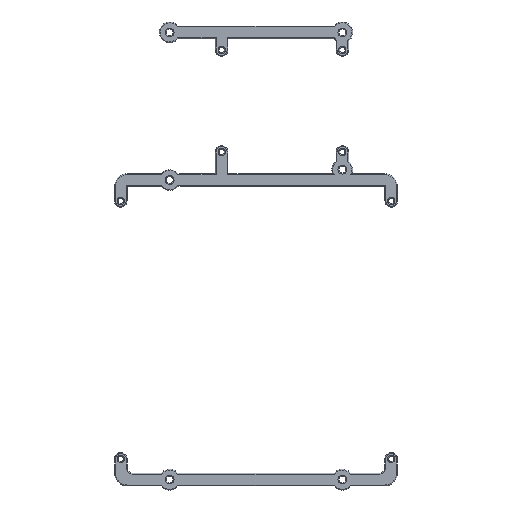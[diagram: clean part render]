
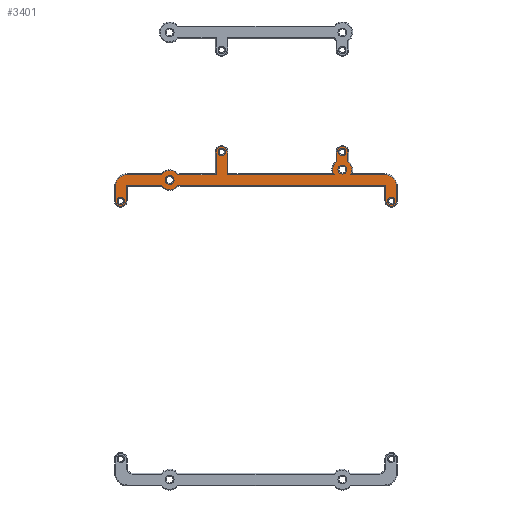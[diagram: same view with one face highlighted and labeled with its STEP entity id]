
A CAD part, top view. The second image highlights one B-rep face of the part: STEP entity #3401.
In plain terms, the highlighted planar face has unit normal (0, 0, 1).
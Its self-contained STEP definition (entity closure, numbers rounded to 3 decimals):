
#108=FACE_BOUND('',#530,.T.);
#109=FACE_BOUND('',#531,.T.);
#110=FACE_BOUND('',#532,.T.);
#111=FACE_BOUND('',#533,.T.);
#112=FACE_BOUND('',#534,.T.);
#113=FACE_BOUND('',#535,.T.);
#169=PLANE('',#3697);
#307=FACE_OUTER_BOUND('',#529,.T.);
#529=EDGE_LOOP('',(#2587,#2588,#2589,#2590,#2591,#2592,#2593,#2594,#2595,
#2596,#2597,#2598,#2599,#2600,#2601,#2602,#2603,#2604,#2605,#2606,#2607,
#2608,#2609,#2610));
#530=EDGE_LOOP('',(#2611));
#531=EDGE_LOOP('',(#2612));
#532=EDGE_LOOP('',(#2613));
#533=EDGE_LOOP('',(#2614));
#534=EDGE_LOOP('',(#2615));
#535=EDGE_LOOP('',(#2616));
#765=LINE('',#5300,#1055);
#770=LINE('',#5316,#1060);
#772=LINE('',#5320,#1062);
#775=LINE('',#5339,#1065);
#777=LINE('',#5355,#1067);
#781=LINE('',#5364,#1071);
#783=LINE('',#5370,#1073);
#784=LINE('',#5373,#1074);
#786=LINE('',#5390,#1076);
#787=LINE('',#5393,#1077);
#791=LINE('',#5402,#1081);
#794=LINE('',#5417,#1084);
#797=LINE('',#5426,#1087);
#800=LINE('',#5438,#1090);
#1055=VECTOR('',#4217,10.);
#1060=VECTOR('',#4224,10.);
#1062=VECTOR('',#4228,10.);
#1065=VECTOR('',#4239,10.);
#1067=VECTOR('',#4247,10.);
#1071=VECTOR('',#4257,10.);
#1073=VECTOR('',#4265,10.);
#1074=VECTOR('',#4268,10.);
#1076=VECTOR('',#4280,10.);
#1077=VECTOR('',#4283,10.);
#1081=VECTOR('',#4289,10.);
#1084=VECTOR('',#4300,10.);
#1087=VECTOR('',#4311,10.);
#1090=VECTOR('',#4328,10.);
#1318=CIRCLE('',#3657,4.6);
#1320=CIRCLE('',#3661,4.6);
#1321=CIRCLE('',#3664,2.6);
#1322=CIRCLE('',#3667,5.6);
#1323=CIRCLE('',#3671,4.6);
#1324=CIRCLE('',#3673,2.6);
#1326=CIRCLE('',#3679,5.6);
#1327=CIRCLE('',#3682,2.6);
#1330=CIRCLE('',#3687,4.6);
#1331=CIRCLE('',#3689,2.6);
#1333=CIRCLE('',#3698,1.75);
#1334=CIRCLE('',#3699,1.75);
#1335=CIRCLE('',#3700,2.1);
#1336=CIRCLE('',#3701,2.1);
#1337=CIRCLE('',#3702,1.75);
#1338=CIRCLE('',#3703,1.75);
#1524=VERTEX_POINT('',#5298);
#1525=VERTEX_POINT('',#5299);
#1530=VERTEX_POINT('',#5313);
#1531=VERTEX_POINT('',#5315);
#1532=VERTEX_POINT('',#5319);
#1534=VERTEX_POINT('',#5328);
#1535=VERTEX_POINT('',#5336);
#1536=VERTEX_POINT('',#5338);
#1537=VERTEX_POINT('',#5345);
#1538=VERTEX_POINT('',#5352);
#1539=VERTEX_POINT('',#5354);
#1540=VERTEX_POINT('',#5358);
#1541=VERTEX_POINT('',#5362);
#1542=VERTEX_POINT('',#5366);
#1543=VERTEX_POINT('',#5372);
#1544=VERTEX_POINT('',#5379);
#1545=VERTEX_POINT('',#5386);
#1546=VERTEX_POINT('',#5392);
#1549=VERTEX_POINT('',#5399);
#1550=VERTEX_POINT('',#5401);
#1552=VERTEX_POINT('',#5410);
#1554=VERTEX_POINT('',#5415);
#1556=VERTEX_POINT('',#5421);
#1558=VERTEX_POINT('',#5433);
#1559=VERTEX_POINT('',#5451);
#1560=VERTEX_POINT('',#5453);
#1561=VERTEX_POINT('',#5455);
#1562=VERTEX_POINT('',#5457);
#1563=VERTEX_POINT('',#5459);
#1564=VERTEX_POINT('',#5461);
#1866=EDGE_CURVE('',#1524,#1525,#765,.T.);
#1872=EDGE_CURVE('',#1530,#1531,#770,.T.);
#1874=EDGE_CURVE('',#1531,#1532,#772,.T.);
#1877=EDGE_CURVE('',#1532,#1534,#1318,.T.);
#1881=EDGE_CURVE('',#1535,#1536,#775,.T.);
#1883=EDGE_CURVE('',#1536,#1537,#1320,.T.);
#1886=EDGE_CURVE('',#1538,#1539,#777,.T.);
#1889=EDGE_CURVE('',#1540,#1538,#1321,.T.);
#1891=EDGE_CURVE('',#1541,#1540,#781,.T.);
#1893=EDGE_CURVE('',#1542,#1541,#1322,.T.);
#1894=EDGE_CURVE('',#1537,#1542,#783,.T.);
#1895=EDGE_CURVE('',#1539,#1543,#784,.T.);
#1897=EDGE_CURVE('',#1543,#1544,#1323,.T.);
#1900=EDGE_CURVE('',#1545,#1535,#1324,.T.);
#1901=EDGE_CURVE('',#1534,#1545,#786,.T.);
#1902=EDGE_CURVE('',#1544,#1546,#787,.T.);
#1906=EDGE_CURVE('',#1549,#1550,#791,.T.);
#1910=EDGE_CURVE('',#1552,#1549,#1326,.T.);
#1912=EDGE_CURVE('',#1554,#1552,#794,.T.);
#1915=EDGE_CURVE('',#1556,#1554,#1327,.T.);
#1917=EDGE_CURVE('',#1546,#1556,#797,.T.);
#1920=EDGE_CURVE('',#1550,#1524,#1330,.T.);
#1922=EDGE_CURVE('',#1558,#1530,#1331,.T.);
#1924=EDGE_CURVE('',#1525,#1558,#800,.T.);
#1931=EDGE_CURVE('',#1559,#1559,#1333,.T.);
#1932=EDGE_CURVE('',#1560,#1560,#1334,.T.);
#1933=EDGE_CURVE('',#1561,#1561,#1335,.T.);
#1934=EDGE_CURVE('',#1562,#1562,#1336,.T.);
#1935=EDGE_CURVE('',#1563,#1563,#1337,.T.);
#1936=EDGE_CURVE('',#1564,#1564,#1338,.T.);
#2587=ORIENTED_EDGE('',*,*,#1906,.F.);
#2588=ORIENTED_EDGE('',*,*,#1910,.F.);
#2589=ORIENTED_EDGE('',*,*,#1912,.F.);
#2590=ORIENTED_EDGE('',*,*,#1915,.F.);
#2591=ORIENTED_EDGE('',*,*,#1917,.F.);
#2592=ORIENTED_EDGE('',*,*,#1902,.F.);
#2593=ORIENTED_EDGE('',*,*,#1897,.F.);
#2594=ORIENTED_EDGE('',*,*,#1895,.F.);
#2595=ORIENTED_EDGE('',*,*,#1886,.F.);
#2596=ORIENTED_EDGE('',*,*,#1889,.F.);
#2597=ORIENTED_EDGE('',*,*,#1891,.F.);
#2598=ORIENTED_EDGE('',*,*,#1893,.F.);
#2599=ORIENTED_EDGE('',*,*,#1894,.F.);
#2600=ORIENTED_EDGE('',*,*,#1883,.F.);
#2601=ORIENTED_EDGE('',*,*,#1881,.F.);
#2602=ORIENTED_EDGE('',*,*,#1900,.F.);
#2603=ORIENTED_EDGE('',*,*,#1901,.F.);
#2604=ORIENTED_EDGE('',*,*,#1877,.F.);
#2605=ORIENTED_EDGE('',*,*,#1874,.F.);
#2606=ORIENTED_EDGE('',*,*,#1872,.F.);
#2607=ORIENTED_EDGE('',*,*,#1922,.F.);
#2608=ORIENTED_EDGE('',*,*,#1924,.F.);
#2609=ORIENTED_EDGE('',*,*,#1866,.F.);
#2610=ORIENTED_EDGE('',*,*,#1920,.F.);
#2611=ORIENTED_EDGE('',*,*,#1931,.F.);
#2612=ORIENTED_EDGE('',*,*,#1932,.F.);
#2613=ORIENTED_EDGE('',*,*,#1933,.F.);
#2614=ORIENTED_EDGE('',*,*,#1934,.F.);
#2615=ORIENTED_EDGE('',*,*,#1935,.F.);
#2616=ORIENTED_EDGE('',*,*,#1936,.F.);
#3401=ADVANCED_FACE('',(#307,#108,#109,#110,#111,#112,#113),#169,.T.);
#3657=AXIS2_PLACEMENT_3D('',#5329,#4232,#4233);
#3661=AXIS2_PLACEMENT_3D('',#5346,#4242,#4243);
#3664=AXIS2_PLACEMENT_3D('',#5360,#4252,#4253);
#3667=AXIS2_PLACEMENT_3D('',#5368,#4261,#4262);
#3671=AXIS2_PLACEMENT_3D('',#5380,#4271,#4272);
#3673=AXIS2_PLACEMENT_3D('',#5388,#4276,#4277);
#3679=AXIS2_PLACEMENT_3D('',#5412,#4295,#4296);
#3682=AXIS2_PLACEMENT_3D('',#5423,#4305,#4306);
#3687=AXIS2_PLACEMENT_3D('',#5430,#4317,#4318);
#3689=AXIS2_PLACEMENT_3D('',#5435,#4322,#4323);
#3697=AXIS2_PLACEMENT_3D('',#5450,#4345,#4346);
#3698=AXIS2_PLACEMENT_3D('',#5452,#4347,#4348);
#3699=AXIS2_PLACEMENT_3D('',#5454,#4349,#4350);
#3700=AXIS2_PLACEMENT_3D('',#5456,#4351,#4352);
#3701=AXIS2_PLACEMENT_3D('',#5458,#4353,#4354);
#3702=AXIS2_PLACEMENT_3D('',#5460,#4355,#4356);
#3703=AXIS2_PLACEMENT_3D('',#5462,#4357,#4358);
#4217=DIRECTION('',(1.,0.,0.));
#4224=DIRECTION('',(0.,-1.,0.));
#4228=DIRECTION('',(1.,0.,0.));
#4232=DIRECTION('center_axis',(0.,0.,-1.));
#4233=DIRECTION('ref_axis',(-1.,0.,0.));
#4239=DIRECTION('',(0.,-1.,0.));
#4242=DIRECTION('center_axis',(0.,0.,-1.));
#4243=DIRECTION('ref_axis',(1.,0.,0.));
#4247=DIRECTION('',(0.,1.,0.));
#4252=DIRECTION('center_axis',(0.,0.,-1.));
#4253=DIRECTION('ref_axis',(1.,0.,0.));
#4257=DIRECTION('',(0.,-1.,0.));
#4261=DIRECTION('center_axis',(0.,0.,-1.));
#4262=DIRECTION('ref_axis',(0.707,0.707,0.));
#4265=DIRECTION('',(1.,0.,0.));
#4268=DIRECTION('',(-1.,0.,0.));
#4271=DIRECTION('center_axis',(0.,0.,-1.));
#4272=DIRECTION('ref_axis',(1.,0.,0.));
#4276=DIRECTION('center_axis',(0.,0.,-1.));
#4277=DIRECTION('ref_axis',(1.,0.,0.));
#4280=DIRECTION('',(0.,1.,0.));
#4283=DIRECTION('',(-1.,0.,0.));
#4289=DIRECTION('',(1.,0.,0.));
#4295=DIRECTION('center_axis',(0.,0.,-1.));
#4296=DIRECTION('ref_axis',(-0.707,0.707,0.));
#4300=DIRECTION('',(0.,1.,0.));
#4305=DIRECTION('center_axis',(0.,0.,-1.));
#4306=DIRECTION('ref_axis',(1.,0.,0.));
#4311=DIRECTION('',(0.,-1.,0.));
#4317=DIRECTION('center_axis',(0.,0.,-1.));
#4318=DIRECTION('ref_axis',(1.,0.,0.));
#4322=DIRECTION('center_axis',(0.,0.,-1.));
#4323=DIRECTION('ref_axis',(1.,0.,0.));
#4328=DIRECTION('',(0.,1.,0.));
#4345=DIRECTION('center_axis',(0.,0.,1.));
#4346=DIRECTION('ref_axis',(1.,0.,0.));
#4347=DIRECTION('center_axis',(0.,0.,1.));
#4348=DIRECTION('ref_axis',(-1.,0.,0.));
#4349=DIRECTION('center_axis',(0.,0.,1.));
#4350=DIRECTION('ref_axis',(-1.,0.,0.));
#4351=DIRECTION('center_axis',(0.,0.,1.));
#4352=DIRECTION('ref_axis',(-1.,0.,0.));
#4353=DIRECTION('center_axis',(0.,0.,1.));
#4354=DIRECTION('ref_axis',(-1.,0.,0.));
#4355=DIRECTION('center_axis',(0.,0.,1.));
#4356=DIRECTION('ref_axis',(-1.,0.,0.));
#4357=DIRECTION('center_axis',(0.,0.,1.));
#4358=DIRECTION('ref_axis',(-1.,0.,0.));
#5298=CARTESIAN_POINT('',(-37.705,41.6,5.));
#5299=CARTESIAN_POINT('',(-19.1,41.6,5.));
#5300=CARTESIAN_POINT('',(-35.875,41.6,5.));
#5313=CARTESIAN_POINT('',(-13.9,52.5,5.));
#5315=CARTESIAN_POINT('',(-13.9,41.6,5.));
#5316=CARTESIAN_POINT('',(-13.9,38.5,5.));
#5319=CARTESIAN_POINT('',(37.576,41.6,5.));
#5320=CARTESIAN_POINT('',(-7.666,41.6,5.));
#5328=CARTESIAN_POINT('',(38.9,47.795,5.));
#5329=CARTESIAN_POINT('Origin',(41.5,44.,5.));
#5336=CARTESIAN_POINT('',(44.1,52.5,5.));
#5338=CARTESIAN_POINT('',(44.1,47.795,5.));
#5339=CARTESIAN_POINT('',(44.1,41.5,5.));
#5345=CARTESIAN_POINT('',(45.424,41.6,5.));
#5346=CARTESIAN_POINT('Origin',(41.5,44.,5.));
#5352=CARTESIAN_POINT('',(62.4,29.,5.));
#5354=CARTESIAN_POINT('',(62.4,36.4,5.));
#5355=CARTESIAN_POINT('',(62.4,35.5,5.));
#5358=CARTESIAN_POINT('',(67.6,29.,5.));
#5360=CARTESIAN_POINT('Origin',(65.,29.,5.));
#5362=CARTESIAN_POINT('',(67.6,36.,5.));
#5364=CARTESIAN_POINT('',(67.6,32.,5.));
#5366=CARTESIAN_POINT('',(62.,41.6,5.));
#5368=CARTESIAN_POINT('Origin',(62.,36.,5.));
#5370=CARTESIAN_POINT('',(7.875,41.6,5.));
#5372=CARTESIAN_POINT('',(-37.705,36.4,5.));
#5373=CARTESIAN_POINT('',(-44.875,36.4,5.));
#5379=CARTESIAN_POINT('',(-45.295,36.4,5.));
#5380=CARTESIAN_POINT('Origin',(-41.5,39.,5.));
#5386=CARTESIAN_POINT('',(38.9,52.5,5.));
#5388=CARTESIAN_POINT('Origin',(41.5,52.5,5.));
#5390=CARTESIAN_POINT('',(38.9,43.75,5.));
#5392=CARTESIAN_POINT('',(-62.4,36.4,5.));
#5393=CARTESIAN_POINT('',(-57.125,36.4,5.));
#5399=CARTESIAN_POINT('',(-62.,41.6,5.));
#5401=CARTESIAN_POINT('',(-45.295,41.6,5.));
#5402=CARTESIAN_POINT('',(-48.875,41.6,5.));
#5410=CARTESIAN_POINT('',(-67.6,36.,5.));
#5412=CARTESIAN_POINT('Origin',(-62.,36.,5.));
#5415=CARTESIAN_POINT('',(-67.6,29.,5.));
#5417=CARTESIAN_POINT('',(-67.6,38.5,5.));
#5421=CARTESIAN_POINT('',(-62.4,29.,5.));
#5423=CARTESIAN_POINT('Origin',(-65.,29.,5.));
#5426=CARTESIAN_POINT('',(-62.4,32.,5.));
#5430=CARTESIAN_POINT('Origin',(-41.5,39.,5.));
#5433=CARTESIAN_POINT('',(-19.1,52.5,5.));
#5435=CARTESIAN_POINT('Origin',(-16.5,52.5,5.));
#5438=CARTESIAN_POINT('',(-19.1,43.75,5.));
#5450=CARTESIAN_POINT('Origin',(-52.25,35.,5.));
#5451=CARTESIAN_POINT('',(66.75,29.,5.));
#5452=CARTESIAN_POINT('Origin',(65.,29.,5.));
#5453=CARTESIAN_POINT('',(-63.25,29.,5.));
#5454=CARTESIAN_POINT('Origin',(-65.,29.,5.));
#5455=CARTESIAN_POINT('',(43.6,44.,5.));
#5456=CARTESIAN_POINT('Origin',(41.5,44.,5.));
#5457=CARTESIAN_POINT('',(-39.4,39.,5.));
#5458=CARTESIAN_POINT('Origin',(-41.5,39.,5.));
#5459=CARTESIAN_POINT('',(43.25,52.5,5.));
#5460=CARTESIAN_POINT('Origin',(41.5,52.5,5.));
#5461=CARTESIAN_POINT('',(-14.75,52.5,5.));
#5462=CARTESIAN_POINT('Origin',(-16.5,52.5,5.));
